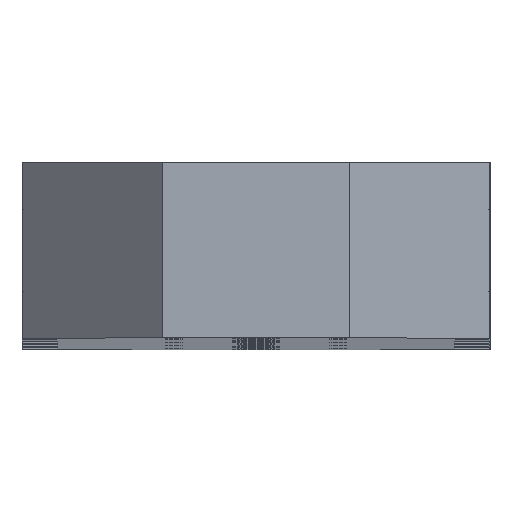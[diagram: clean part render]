
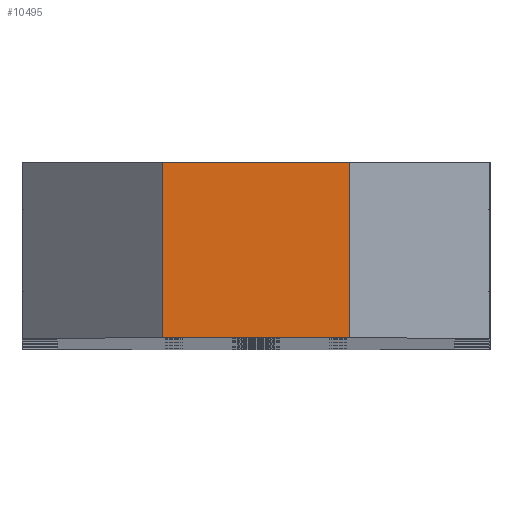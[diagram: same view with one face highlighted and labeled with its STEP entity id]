
A CAD part, top view. The second image highlights one B-rep face of the part: STEP entity #10495.
In plain terms, the highlighted planar face has unit normal (0, 0, 1).
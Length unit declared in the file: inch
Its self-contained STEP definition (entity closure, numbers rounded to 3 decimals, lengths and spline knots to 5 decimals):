
#63 = ORIENTED_EDGE ( 'NONE', *, *, #14935, .T. ) ;
#760 = EDGE_LOOP ( 'NONE', ( #10927, #63, #10924, #10913 ) ) ;
#2207 = LINE ( 'NONE', #9067, #2214 ) ;
#2214 = VECTOR ( 'NONE', #9059, 39.37008 ) ;
#2425 = LINE ( 'NONE', #16797, #2427 ) ;
#2427 = VECTOR ( 'NONE', #16796, 39.37008 ) ;
#2527 = LINE ( 'NONE', #16646, #2528 ) ;
#2528 = VECTOR ( 'NONE', #16782, 39.37008 ) ;
#3094 = LINE ( 'NONE', #16522, #3104 ) ;
#3104 = VECTOR ( 'NONE', #16510, 39.37008 ) ;
#6174 = FACE_OUTER_BOUND ( 'NONE', #760, .T. ) ;
#9059 = DIRECTION ( 'NONE',  ( 1., 0., 0. ) ) ;
#9067 = CARTESIAN_POINT ( 'NONE',  ( -1.3268, -0.45071, 57.3 ) ) ;
#9231 = CARTESIAN_POINT ( 'NONE',  ( 1.4732, 1.04929, 57.3 ) ) ;
#9232 = CARTESIAN_POINT ( 'NONE',  ( -0.1268, 1.04929, 57.3 ) ) ;
#9538 = CARTESIAN_POINT ( 'NONE',  ( 1.4732, -0.45071, 57.3 ) ) ;
#9614 = CARTESIAN_POINT ( 'NONE',  ( -0.1268, -0.45071, 57.3 ) ) ;
#10495 = ADVANCED_FACE ( 'NONE', ( #6174 ), #13057, .T. ) ;
#10913 = ORIENTED_EDGE ( 'NONE', *, *, #14941, .T. ) ;
#10924 = ORIENTED_EDGE ( 'NONE', *, *, #14855, .T. ) ;
#10927 = ORIENTED_EDGE ( 'NONE', *, *, #14718, .T. ) ;
#13053 = DIRECTION ( 'NONE',  ( 1., 0., 0. ) ) ;
#13054 = DIRECTION ( 'NONE',  ( 0., 0., 1. ) ) ;
#13057 = PLANE ( 'NONE',  #20580 ) ;
#13059 = CARTESIAN_POINT ( 'NONE',  ( -1.3268, -0.45071, 57.3 ) ) ;
#14718 = EDGE_CURVE ( 'NONE', #19241, #17893, #2207, .T. ) ;
#14855 = EDGE_CURVE ( 'NONE', #19331, #19329, #2425, .T. ) ;
#14935 = EDGE_CURVE ( 'NONE', #17893, #19331, #2527, .T. ) ;
#14941 = EDGE_CURVE ( 'NONE', #19329, #19241, #3094, .T. ) ;
#16510 = DIRECTION ( 'NONE',  ( 0., -1., 0. ) ) ;
#16522 = CARTESIAN_POINT ( 'NONE',  ( -0.1268, -0.45071, 57.3 ) ) ;
#16646 = CARTESIAN_POINT ( 'NONE',  ( 1.4732, 1.04929, 57.3 ) ) ;
#16782 = DIRECTION ( 'NONE',  ( 0., 1., 0. ) ) ;
#16796 = DIRECTION ( 'NONE',  ( -1., 0., 0. ) ) ;
#16797 = CARTESIAN_POINT ( 'NONE',  ( -1.3268, 1.04929, 57.3 ) ) ;
#17893 = VERTEX_POINT ( 'NONE', #9538 ) ;
#19241 = VERTEX_POINT ( 'NONE', #9614 ) ;
#19329 = VERTEX_POINT ( 'NONE', #9232 ) ;
#19331 = VERTEX_POINT ( 'NONE', #9231 ) ;
#20580 = AXIS2_PLACEMENT_3D ( 'NONE', #13059, #13054, #13053 ) ;
